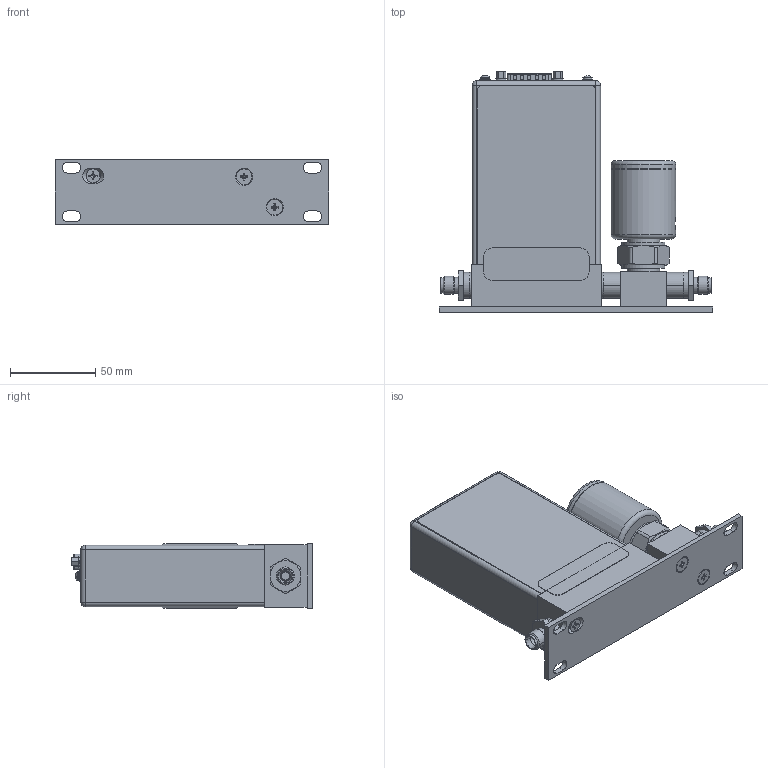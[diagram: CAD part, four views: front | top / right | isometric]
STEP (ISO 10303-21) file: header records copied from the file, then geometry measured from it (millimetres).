
FILE_DESCRIPTION((''),'2;1');
FILE_NAME('GV50A_4-20MA_4VCR_ASM','2015-09-11T',('cockrofm'),(''),'PRO/ENGINEER BY PARAMETRIC TECHNOLOGY CORPORATION, 2011490','PRO/ENGINEER BY PARAMETRIC TECHNOLOGY CORPORATION, 2011490','');
FILE_SCHEMA(('CONFIG_CONTROL_DESIGN'));
Length unit declared in the file: inch
Products named in the file (44): 116653-P1_FULL-VALVE_1; 160-0022_1; 160-3973_1; 1041553_FLOWBODY_NOT-USED_1; 119643-P3_1; 117264-P1_1; 185-9666_WSHR-WAVE_1; 116176_FERRULE_1; 1041560_BRACKET_1; 1046041_PWB_1; 110-8017_CONN-2POS-SINGLE_1; 110-0187-3-PIN-HEADER_1; 1003544_LED_1; 1007235_CONN_RJ45_1; 072-8551_MJTP1236_1; 110-0883_10-PIN_HEADER_1; 1042414_4-PIN_HEADER_1; 1055809_CONN_HEADER_2-PIN_1; TMM-105-01-G-S-RA_1; 1046042_MAIN_PWR-BD_ASM_1_ASM; 1050801_PWB_BOARD_1; SQT-PIN_1; SQT-CASE_AF5_1; SQT-125-01-X-S-RA_ANY_ASM_AF1_A_ASM; SQT-110-01-RA_ASM_1_ASM; 171-015-113_1; 1050802-001_ASM_1_ASM; 1011702-002_4-40_PAN-HD-SEMS_1; 1042639-001_FRT_1; 1046482_ENCLOSURE_4-20MA_1; 159-8959_EMI_SHEILD_15PIN__1; 185-7810_LCKWSHR_1; 160-3779_1; 122676_1; PRT0022; 185-3740_1; 1049000_LABEL_TOP_4-20_1; 1049011_REAR_LABEL_1; 1040814_4-20_NO_OUTLET_FITTING__ASM; 1040814_GV_4-20MA_4VCR_ASM_1_ASM ...
Assembly tree (58 placements, depth 7):
  GV50A_4-20MA_4VCR_ASM
    1040814_GV_4-20MA_4VCR_ASM_1_ASM
      116653-P1_FULL-VALVE_1
      160-0022_1  x2
      160-3973_1
      1040814_4-20_NO_OUTLET_FITTING__ASM
        1041553_FLOWBODY_NOT-USED_1
        119643-P3_1
        117264-P1_1
        185-9666_WSHR-WAVE_1
        116176_FERRULE_1
        1041560_BRACKET_1
        1046042_MAIN_PWR-BD_ASM_1_ASM
          1046041_PWB_1
          110-8017_CONN-2POS-SINGLE_1
          110-0187-3-PIN-HEADER_1
          1003544_LED_1
          1007235_CONN_RJ45_1
          072-8551_MJTP1236_1
          110-0883_10-PIN_HEADER_1
          1042414_4-PIN_HEADER_1
          1055809_CONN_HEADER_2-PIN_1
          TMM-105-01-G-S-RA_1
        1050802-001_ASM_1_ASM
          1050801_PWB_BOARD_1
          SQT-110-01-RA_ASM_1_ASM
            SQT-125-01-X-S-RA_ANY_ASM_AF1_A_ASM
              SQT-PIN_1  x10
              SQT-CASE_AF5_1
          171-015-113_1
        1011702-002_4-40_PAN-HD-SEMS_1
        1042639-001_FRT_1
        1046482_ENCLOSURE_4-20MA_1
        159-8959_EMI_SHEILD_15PIN__1
        185-7810_LCKWSHR_1  x2
        160-3779_1  x2
        122676_1
        PRT0022  x2
        185-3740_1  x2
        1049000_LABEL_TOP_4-20_1
        1049011_REAR_LABEL_1
    1011702-002_4-40_PAN-HD-SEMS_1
    119000_MNTG-PLATE
    1022908-001_FTTNG-SWGLCK
    1052576_FITTING-6MM
Bounding box: 160.78 x 141.66 x 38.11 mm (x, y, z)
Volume: 213558.5 mm3; surface area: 162544.1 mm2
Topology: 52 solids, 65 shells, 3174 faces, 8057 edges, 5170 vertices
Faces by surface type: plane 1995, cylinder 847, cone 118, extrusion 96, torus 89, sphere 20, bspline 9
Entity records: 81048 total; most frequent: CARTESIAN_POINT 16680, DIRECTION 13139, ORIENTED_EDGE 12964, EDGE_CURVE 6506, VECTOR 4749, LINE 4685, VERTEX_POINT 4223, AXIS2_PLACEMENT_3D 4195
